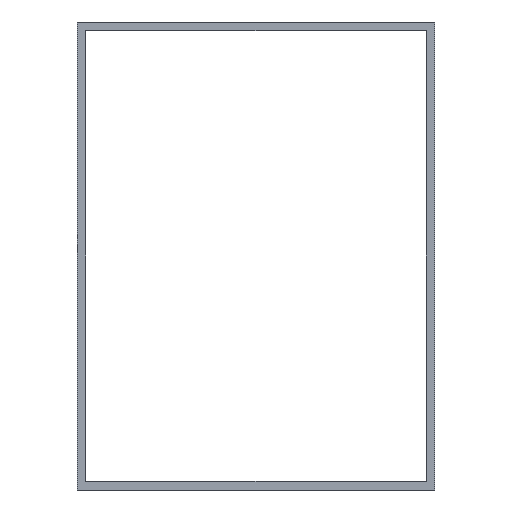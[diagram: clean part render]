
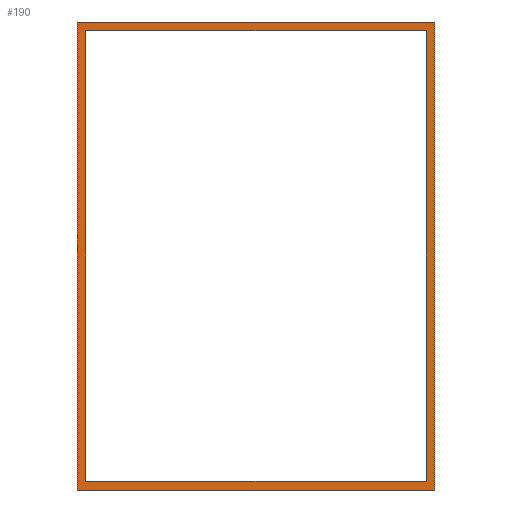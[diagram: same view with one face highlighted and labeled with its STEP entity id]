
A CAD part, left-side view. The second image highlights one B-rep face of the part: STEP entity #190.
In plain terms, the highlighted planar face has unit normal (-1, 0, 0).
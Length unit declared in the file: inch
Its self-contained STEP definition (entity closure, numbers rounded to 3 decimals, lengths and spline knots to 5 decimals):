
#16=FACE_BOUND('',#34,.T.);
#22=FACE_OUTER_BOUND('',#33,.T.);
#33=EDGE_LOOP('',(#151,#152,#153,#154));
#34=EDGE_LOOP('',(#155,#156,#157,#158));
#41=LINE('',#267,#65);
#50=LINE('',#285,#74);
#52=LINE('',#289,#76);
#54=LINE('',#292,#78);
#55=LINE('',#296,#79);
#56=LINE('',#298,#80);
#57=LINE('',#300,#81);
#58=LINE('',#301,#82);
#65=VECTOR('',#219,55.);
#74=VECTOR('',#232,42.);
#76=VECTOR('',#236,55.);
#78=VECTOR('',#240,42.);
#79=VECTOR('',#243,40.);
#80=VECTOR('',#244,53.);
#81=VECTOR('',#245,40.);
#82=VECTOR('',#246,53.);
#89=VERTEX_POINT('',#264);
#90=VERTEX_POINT('',#266);
#97=VERTEX_POINT('',#284);
#98=VERTEX_POINT('',#288);
#99=VERTEX_POINT('',#294);
#100=VERTEX_POINT('',#295);
#101=VERTEX_POINT('',#297);
#102=VERTEX_POINT('',#299);
#105=EDGE_CURVE('',#90,#89,#41,.T.);
#114=EDGE_CURVE('',#90,#97,#50,.T.);
#116=EDGE_CURVE('',#97,#98,#52,.T.);
#118=EDGE_CURVE('',#89,#98,#54,.T.);
#119=EDGE_CURVE('',#99,#100,#55,.T.);
#120=EDGE_CURVE('',#101,#99,#56,.T.);
#121=EDGE_CURVE('',#101,#102,#57,.T.);
#122=EDGE_CURVE('',#102,#100,#58,.T.);
#151=ORIENTED_EDGE('',*,*,#114,.F.);
#152=ORIENTED_EDGE('',*,*,#105,.T.);
#153=ORIENTED_EDGE('',*,*,#118,.T.);
#154=ORIENTED_EDGE('',*,*,#116,.F.);
#155=ORIENTED_EDGE('',*,*,#119,.F.);
#156=ORIENTED_EDGE('',*,*,#120,.F.);
#157=ORIENTED_EDGE('',*,*,#121,.T.);
#158=ORIENTED_EDGE('',*,*,#122,.T.);
#180=PLANE('',#208);
#190=ADVANCED_FACE('',(#22,#16),#180,.F.);
#208=AXIS2_PLACEMENT_3D('',#293,#241,#242);
#219=DIRECTION('',(0.,0.,1.));
#232=DIRECTION('',(0.,1.,0.));
#236=DIRECTION('',(0.,0.,1.));
#240=DIRECTION('',(0.,1.,0.));
#241=DIRECTION('center_axis',(1.,0.,0.));
#242=DIRECTION('ref_axis',(0.,-1.,0.));
#243=DIRECTION('',(0.,1.,0.));
#244=DIRECTION('',(0.,0.,1.));
#245=DIRECTION('',(0.,1.,0.));
#246=DIRECTION('',(0.,0.,1.));
#264=CARTESIAN_POINT('',(-21.15,-121.,55.));
#266=CARTESIAN_POINT('',(-21.15,-121.,0.));
#267=CARTESIAN_POINT('',(-21.15,-121.,0.));
#284=CARTESIAN_POINT('',(-21.15,-79.,0.));
#285=CARTESIAN_POINT('',(-21.15,-121.,0.));
#288=CARTESIAN_POINT('',(-21.15,-79.,55.));
#289=CARTESIAN_POINT('',(-21.15,-79.,0.));
#292=CARTESIAN_POINT('',(-21.15,-121.,55.));
#293=CARTESIAN_POINT('Origin',(-21.15,-100.,27.5));
#294=CARTESIAN_POINT('',(-21.15,-120.,54.));
#295=CARTESIAN_POINT('',(-21.15,-80.,54.));
#296=CARTESIAN_POINT('',(-21.15,-120.,54.));
#297=CARTESIAN_POINT('',(-21.15,-120.,1.));
#298=CARTESIAN_POINT('',(-21.15,-120.,1.));
#299=CARTESIAN_POINT('',(-21.15,-80.,1.));
#300=CARTESIAN_POINT('',(-21.15,-120.,1.));
#301=CARTESIAN_POINT('',(-21.15,-80.,1.));
